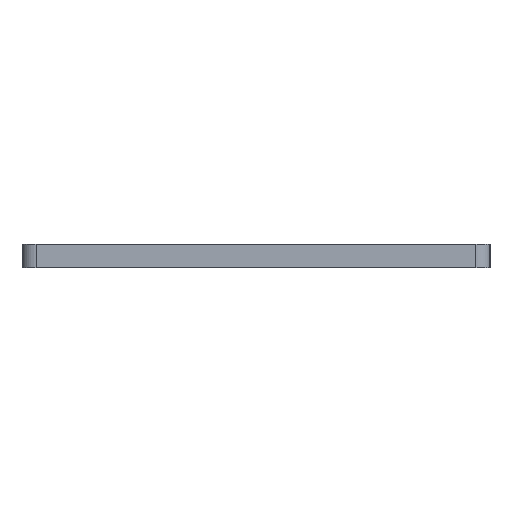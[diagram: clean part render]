
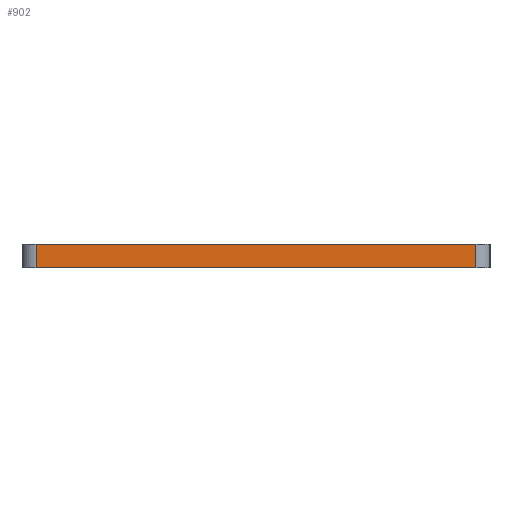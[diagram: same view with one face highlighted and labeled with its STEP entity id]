
A CAD part, left-side view. The second image highlights one B-rep face of the part: STEP entity #902.
In plain terms, the highlighted planar face has unit normal (-1, 0, 0).
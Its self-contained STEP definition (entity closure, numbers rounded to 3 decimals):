
#3 = CARTESIAN_POINT ( 'NONE',  ( -160., 47., 2.5 ) ) ;
#62 = AXIS2_PLACEMENT_3D ( 'NONE', #424, #884, #796 ) ;
#75 = EDGE_CURVE ( 'NONE', #613, #536, #445, .T. ) ;
#136 = ORIENTED_EDGE ( 'NONE', *, *, #626, .T. ) ;
#138 = VECTOR ( 'NONE', #680, 1000. ) ;
#149 = CARTESIAN_POINT ( 'NONE',  ( -160., 47., 2.5 ) ) ;
#165 = CARTESIAN_POINT ( 'NONE',  ( -160., -47., 2.5 ) ) ;
#205 = DIRECTION ( 'NONE',  ( 0., 0., 1. ) ) ;
#289 = CARTESIAN_POINT ( 'NONE',  ( -160., 47., -2.5 ) ) ;
#306 = DIRECTION ( 'NONE',  ( 0., 0., -1. ) ) ;
#413 = ORIENTED_EDGE ( 'NONE', *, *, #573, .T. ) ;
#423 = EDGE_LOOP ( 'NONE', ( #413, #914, #519, #136 ) ) ;
#424 = CARTESIAN_POINT ( 'NONE',  ( -160., 50., 2.5 ) ) ;
#445 = LINE ( 'NONE', #600, #138 ) ;
#463 = LINE ( 'NONE', #900, #721 ) ;
#484 = VECTOR ( 'NONE', #306, 1000. ) ;
#492 = EDGE_CURVE ( 'NONE', #965, #536, #570, .T. ) ;
#519 = ORIENTED_EDGE ( 'NONE', *, *, #75, .F. ) ;
#529 = VECTOR ( 'NONE', #205, 1000. ) ;
#536 = VERTEX_POINT ( 'NONE', #165 ) ;
#562 = FACE_OUTER_BOUND ( 'NONE', #423, .T. ) ;
#569 = CARTESIAN_POINT ( 'NONE',  ( -160., -47., -2.5 ) ) ;
#570 = LINE ( 'NONE', #874, #529 ) ;
#573 = EDGE_CURVE ( 'NONE', #888, #965, #463, .T. ) ;
#600 = CARTESIAN_POINT ( 'NONE',  ( -160., 50., 2.5 ) ) ;
#613 = VERTEX_POINT ( 'NONE', #149 ) ;
#626 = EDGE_CURVE ( 'NONE', #613, #888, #683, .T. ) ;
#651 = PLANE ( 'NONE',  #62 ) ;
#680 = DIRECTION ( 'NONE',  ( 0., -1., 0. ) ) ;
#683 = LINE ( 'NONE', #3, #484 ) ;
#721 = VECTOR ( 'NONE', #912, 1000. ) ;
#796 = DIRECTION ( 'NONE',  ( 0., 0., -1. ) ) ;
#874 = CARTESIAN_POINT ( 'NONE',  ( -160., -47., 2.5 ) ) ;
#884 = DIRECTION ( 'NONE',  ( 1., 0., 0. ) ) ;
#888 = VERTEX_POINT ( 'NONE', #289 ) ;
#900 = CARTESIAN_POINT ( 'NONE',  ( -160., 50., -2.5 ) ) ;
#902 = ADVANCED_FACE ( 'NONE', ( #562 ), #651, .F. ) ;
#912 = DIRECTION ( 'NONE',  ( 0., -1., 0. ) ) ;
#914 = ORIENTED_EDGE ( 'NONE', *, *, #492, .T. ) ;
#965 = VERTEX_POINT ( 'NONE', #569 ) ;
